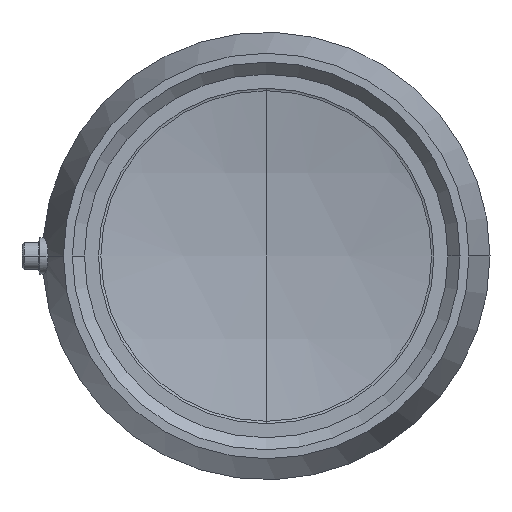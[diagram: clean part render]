
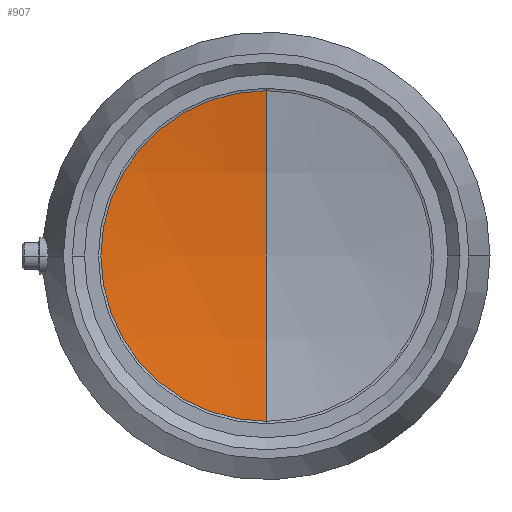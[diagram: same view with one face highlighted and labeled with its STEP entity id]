
A CAD part, left-side view. The second image highlights one B-rep face of the part: STEP entity #907.
In plain terms, the highlighted spherical face has radius 390.213 mm.
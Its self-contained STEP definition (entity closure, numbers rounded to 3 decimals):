
#405 = EDGE_CURVE( '', #409, #735, #1050, .T. );
#409 = VERTEX_POINT( '', #1054 );
#449 = EDGE_CURVE( '', #859, #409, #1100, .T. );
#657 = EDGE_CURVE( '', #735, #859, #1336, .T. );
#735 = VERTEX_POINT( '', #1421 );
#859 = VERTEX_POINT( '', #1562 );
#907 = ADVANCED_FACE( '', ( #1615 ), #1616, .F. );
#1050 = CIRCLE( '', #1858, 390.213 );
#1054 = CARTESIAN_POINT( '', ( 93.163, 0., -72.772 ) );
#1100 = CIRCLE( '', #1972, 72.772 );
#1336 = CIRCLE( '', #2393, 72.772 );
#1421 = CARTESIAN_POINT( '', ( 93.163, 0., 72.772 ) );
#1562 = CARTESIAN_POINT( '', ( 93.163, 72.772, 0. ) );
#1615 = FACE_OUTER_BOUND( '', #2883, .T. );
#1616 = SPHERICAL_SURFACE( '', #2884, 390.213 );
#1858 = AXIS2_PLACEMENT_3D( '', #3070, #3071, #3072 );
#1972 = AXIS2_PLACEMENT_3D( '', #3140, #3141, #3142 );
#2393 = AXIS2_PLACEMENT_3D( '', #3438, #3439, #3440 );
#2883 = EDGE_LOOP( '', ( #3811, #3812, #3813 ) );
#2884 = AXIS2_PLACEMENT_3D( '', #3814, #3815, #3816 );
#3070 = CARTESIAN_POINT( '', ( -290.205, 0., 0. ) );
#3071 = DIRECTION( '', ( 0., -1., 0. ) );
#3072 = DIRECTION( '', ( 0., 0., -1. ) );
#3140 = CARTESIAN_POINT( '', ( 93.163, 0., 0. ) );
#3141 = DIRECTION( '', ( -1., 0., 0. ) );
#3142 = DIRECTION( '', ( 0., 1., 0. ) );
#3438 = CARTESIAN_POINT( '', ( 93.163, 0., 0. ) );
#3439 = DIRECTION( '', ( -1., 0., 0. ) );
#3440 = DIRECTION( '', ( 0., 1., 0. ) );
#3811 = ORIENTED_EDGE( '', *, *, #405, .T. );
#3812 = ORIENTED_EDGE( '', *, *, #657, .T. );
#3813 = ORIENTED_EDGE( '', *, *, #449, .T. );
#3814 = CARTESIAN_POINT( '', ( -290.205, 0., 0. ) );
#3815 = DIRECTION( '', ( 0., 0., 1. ) );
#3816 = DIRECTION( '', ( 1., 0., 0. ) );
